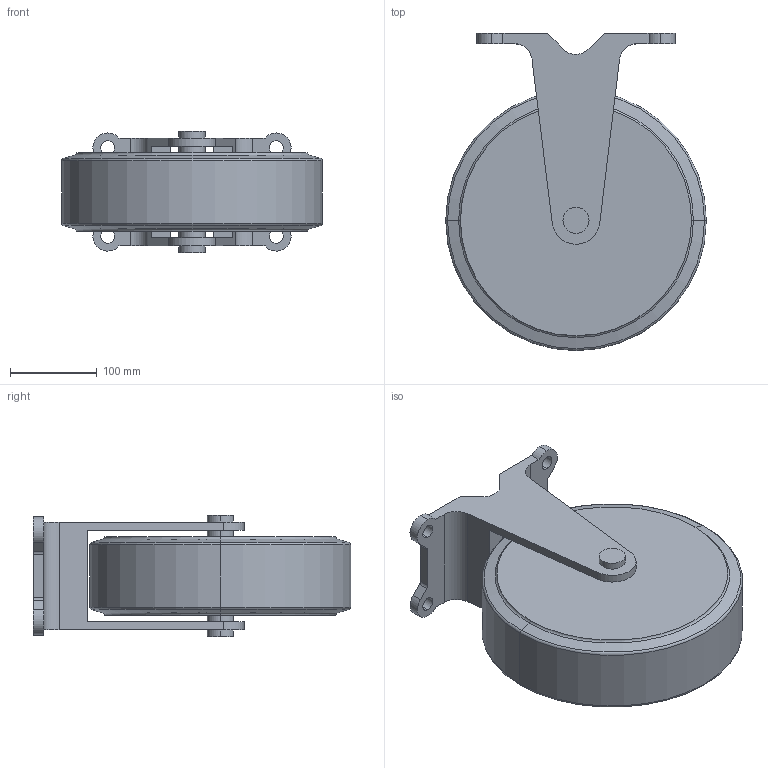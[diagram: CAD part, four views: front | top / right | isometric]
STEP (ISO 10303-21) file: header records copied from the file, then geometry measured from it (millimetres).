
FILE_DESCRIPTION (( 'STEP AP203' ), '1' );
FILE_NAME ('K-510-300.STEP', '2018-05-07T02:08:10', ( '' ), ( '' ), 'SwSTEP 2.0', 'SolidWorks 2014', '' );
FILE_SCHEMA (( 'CONFIG_CONTROL_DESIGN' ));
Length unit declared in the file: millimetre
Products named in the file (1): K-510-300
Bounding box: 300 x 365 x 140 mm (x, y, z)
Volume: 7025847.9 mm3; surface area: 357512.2 mm2
Topology: 1 solids, 1 shells, 74 faces, 194 edges, 124 vertices
Faces by surface type: cylinder 34, plane 28, torus 8, cone 4
Entity records: 2399 total; most frequent: DIRECTION 432, CARTESIAN_POINT 393, ORIENTED_EDGE 388, EDGE_CURVE 194, AXIS2_PLACEMENT_3D 163, VERTEX_POINT 124, LINE 106, VECTOR 106
